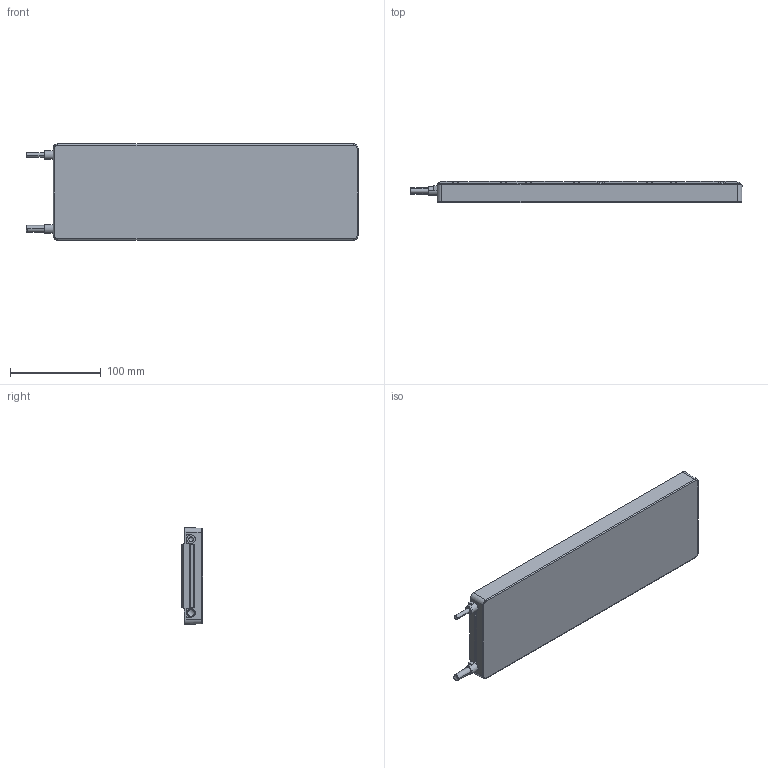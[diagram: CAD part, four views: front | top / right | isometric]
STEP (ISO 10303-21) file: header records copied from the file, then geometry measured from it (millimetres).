
FILE_DESCRIPTION((''),'2;1');
FILE_NAME('LMG20-070','2016-12-20T',('ch5526'),(''),'PRO/ENGINEER BY PARAMETRIC TECHNOLOGY CORPORATION, 2014000','PRO/ENGINEER BY PARAMETRIC TECHNOLOGY CORPORATION, 2014000','');
FILE_SCHEMA(('CONFIG_CONTROL_DESIGN'));
Length unit declared in the file: millimetre
Products named in the file (1): LMG20-070
Bounding box: 365 x 23.15 x 106 mm (x, y, z)
Volume: 777384.8 mm3; surface area: 109569 mm2
Topology: 1 solids, 3 shells, 359 faces, 1024 edges, 663 vertices
Faces by surface type: plane 258, cylinder 97, torus 4
Entity records: 14477 total; most frequent: CARTESIAN_POINT 2427, ORIENTED_EDGE 2048, DIRECTION 1885, EDGE_CURVE 1024, VECTOR 799, LINE 799, VERTEX_POINT 663, AXIS2_PLACEMENT_3D 543
